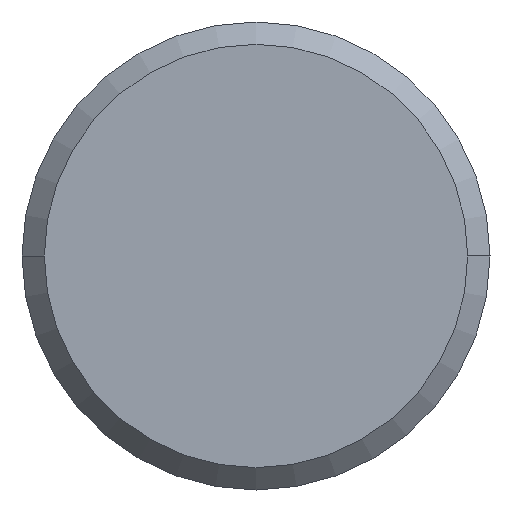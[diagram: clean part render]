
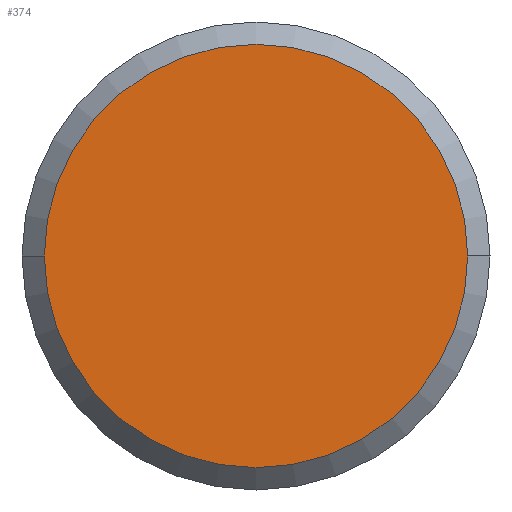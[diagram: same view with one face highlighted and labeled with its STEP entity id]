
A CAD part, left-side view. The second image highlights one B-rep face of the part: STEP entity #374.
In plain terms, the highlighted planar face has unit normal (-1, 0, 0).
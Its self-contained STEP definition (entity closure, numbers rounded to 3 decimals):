
#22 = EDGE_CURVE ( 'NONE', #163, #384, #288, .T. ) ;
#81 = AXIS2_PLACEMENT_3D ( 'NONE', #176, #144, #360 ) ;
#85 = ORIENTED_EDGE ( 'NONE', *, *, #135, .F. ) ;
#94 = DIRECTION ( 'NONE',  ( 0., 1., 0. ) ) ;
#110 = ORIENTED_EDGE ( 'NONE', *, *, #22, .F. ) ;
#125 = FACE_OUTER_BOUND ( 'NONE', #289, .T. ) ;
#126 = DIRECTION ( 'NONE',  ( 1., 0., 0. ) ) ;
#135 = EDGE_CURVE ( 'NONE', #384, #163, #295, .T. ) ;
#144 = DIRECTION ( 'NONE',  ( -1., 0., 0. ) ) ;
#158 = CARTESIAN_POINT ( 'NONE',  ( 0., -7.238, 0. ) ) ;
#163 = VERTEX_POINT ( 'NONE', #158 ) ;
#176 = CARTESIAN_POINT ( 'NONE',  ( 0., 0., 0. ) ) ;
#269 = CARTESIAN_POINT ( 'NONE',  ( 0., 7.238, 0. ) ) ;
#288 = CIRCLE ( 'NONE', #292, 7.238 ) ;
#289 = EDGE_LOOP ( 'NONE', ( #85, #110 ) ) ;
#292 = AXIS2_PLACEMENT_3D ( 'NONE', #411, #126, #339 ) ;
#295 = CIRCLE ( 'NONE', #336, 7.238 ) ;
#313 = CARTESIAN_POINT ( 'NONE',  ( 0., 0., 0. ) ) ;
#336 = AXIS2_PLACEMENT_3D ( 'NONE', #313, #349, #94 ) ;
#339 = DIRECTION ( 'NONE',  ( 0., 1., 0. ) ) ;
#349 = DIRECTION ( 'NONE',  ( 1., 0., 0. ) ) ;
#360 = DIRECTION ( 'NONE',  ( 0., -1., 0. ) ) ;
#368 = PLANE ( 'NONE',  #81 ) ;
#374 = ADVANCED_FACE ( 'NONE', ( #125 ), #368, .T. ) ;
#384 = VERTEX_POINT ( 'NONE', #269 ) ;
#411 = CARTESIAN_POINT ( 'NONE',  ( 0., 0., 0. ) ) ;
